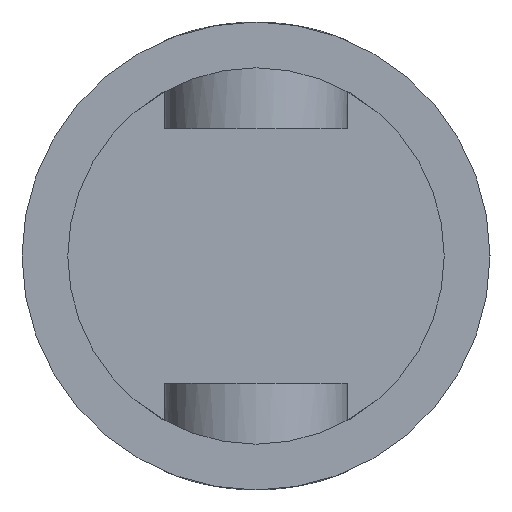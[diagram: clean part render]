
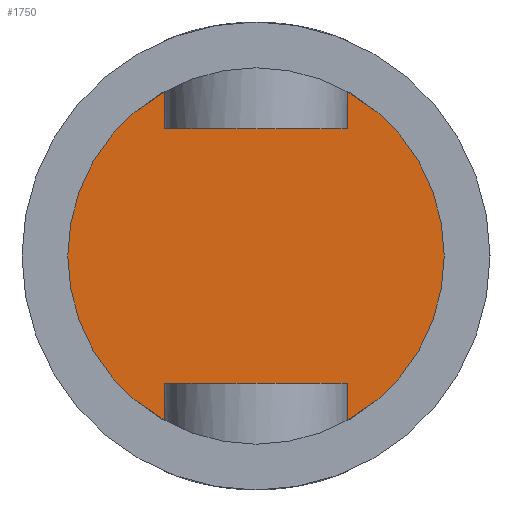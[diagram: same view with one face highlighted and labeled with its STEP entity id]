
A CAD part, front view. The second image highlights one B-rep face of the part: STEP entity #1750.
In plain terms, the highlighted planar face has unit normal (0, -1, 0).
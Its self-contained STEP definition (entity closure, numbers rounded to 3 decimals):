
#24 = EDGE_LOOP ( 'NONE', ( #1011, #1434 ) ) ;
#177 = CARTESIAN_POINT ( 'NONE',  ( 0., 60., 37. ) ) ;
#241 = DIRECTION ( 'NONE',  ( 0., 0., -1. ) ) ;
#275 = DIRECTION ( 'NONE',  ( 0., -1., 0. ) ) ;
#491 = CIRCLE ( 'NONE', #620, 37. ) ;
#516 = VERTEX_POINT ( 'NONE', #177 ) ;
#560 = VERTEX_POINT ( 'NONE', #1074 ) ;
#608 = AXIS2_PLACEMENT_3D ( 'NONE', #1521, #1364, #747 ) ;
#620 = AXIS2_PLACEMENT_3D ( 'NONE', #1888, #1117, #1734 ) ;
#747 = DIRECTION ( 'NONE',  ( 0., 0., 1. ) ) ;
#800 = CIRCLE ( 'NONE', #608, 37. ) ;
#971 = AXIS2_PLACEMENT_3D ( 'NONE', #1349, #275, #241 ) ;
#1011 = ORIENTED_EDGE ( 'NONE', *, *, #1217, .F. ) ;
#1074 = CARTESIAN_POINT ( 'NONE',  ( 0., 60., -37. ) ) ;
#1117 = DIRECTION ( 'NONE',  ( 0., 1., 0. ) ) ;
#1217 = EDGE_CURVE ( 'NONE', #516, #560, #800, .T. ) ;
#1337 = FACE_OUTER_BOUND ( 'NONE', #24, .T. ) ;
#1349 = CARTESIAN_POINT ( 'NONE',  ( 0., 60., 0. ) ) ;
#1364 = DIRECTION ( 'NONE',  ( 0., 1., 0. ) ) ;
#1434 = ORIENTED_EDGE ( 'NONE', *, *, #1839, .F. ) ;
#1521 = CARTESIAN_POINT ( 'NONE',  ( 0., 60., 0. ) ) ;
#1632 = PLANE ( 'NONE',  #971 ) ;
#1734 = DIRECTION ( 'NONE',  ( 0., 0., 1. ) ) ;
#1750 = ADVANCED_FACE ( 'NONE', ( #1337 ), #1632, .T. ) ;
#1839 = EDGE_CURVE ( 'NONE', #560, #516, #491, .T. ) ;
#1888 = CARTESIAN_POINT ( 'NONE',  ( 0., 60., 0. ) ) ;
